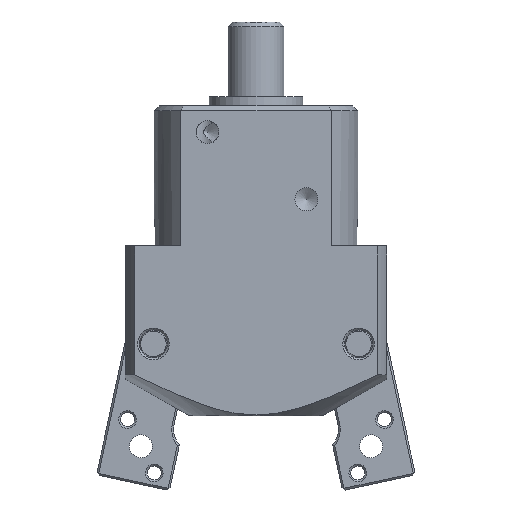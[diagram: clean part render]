
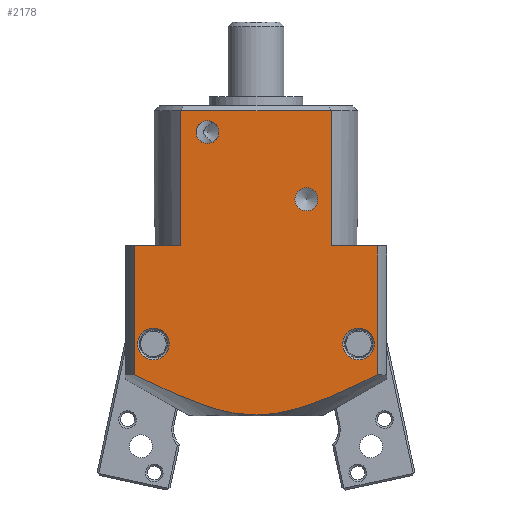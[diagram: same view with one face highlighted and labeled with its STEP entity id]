
A CAD part, front view. The second image highlights one B-rep face of the part: STEP entity #2178.
In plain terms, the highlighted planar face has unit normal (0, -1, 0).
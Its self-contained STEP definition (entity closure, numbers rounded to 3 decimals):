
#155=FACE_BOUND('',#492,.T.);
#156=FACE_BOUND('',#493,.T.);
#157=FACE_BOUND('',#494,.T.);
#158=FACE_BOUND('',#495,.T.);
#206=CIRCLE('',#2393,1.23);
#208=CIRCLE('',#2396,1.23);
#221=CIRCLE('',#2423,1.7);
#222=CIRCLE('',#2425,1.7);
#336=FACE_OUTER_BOUND('',#491,.T.);
#491=EDGE_LOOP('',(#1624,#1625,#1626,#1627,#1628,#1629,#1630,#1631));
#492=EDGE_LOOP('',(#1632));
#493=EDGE_LOOP('',(#1633));
#494=EDGE_LOOP('',(#1634));
#495=EDGE_LOOP('',(#1635));
#649=(
BOUNDED_CURVE()
B_SPLINE_CURVE(2,(#3405,#3406,#3407),.UNSPECIFIED.,.F.,.F.)
B_SPLINE_CURVE_WITH_KNOTS((3,3),(0.202,3.407),
 .UNSPECIFIED.)
CURVE()
GEOMETRIC_REPRESENTATION_ITEM()
RATIONAL_B_SPLINE_CURVE((1.155,2.31,1.155))
REPRESENTATION_ITEM('')
);
#724=LINE('',#3626,#878);
#725=LINE('',#3628,#879);
#726=LINE('',#3630,#880);
#727=LINE('',#3632,#881);
#728=LINE('',#3634,#882);
#729=LINE('',#3636,#883);
#730=LINE('',#3637,#884);
#878=VECTOR('',#2801,10.);
#879=VECTOR('',#2802,10.);
#880=VECTOR('',#2803,10.);
#881=VECTOR('',#2804,10.);
#882=VECTOR('',#2805,10.);
#883=VECTOR('',#2806,10.);
#884=VECTOR('',#2807,10.);
#1010=VERTEX_POINT('',#3402);
#1011=VERTEX_POINT('',#3404);
#1022=VERTEX_POINT('',#3445);
#1025=VERTEX_POINT('',#3502);
#1058=VERTEX_POINT('',#3622);
#1059=VERTEX_POINT('',#3625);
#1060=VERTEX_POINT('',#3627);
#1061=VERTEX_POINT('',#3629);
#1062=VERTEX_POINT('',#3631);
#1063=VERTEX_POINT('',#3633);
#1064=VERTEX_POINT('',#3635);
#1065=VERTEX_POINT('',#3638);
#1227=EDGE_CURVE('',#1011,#1010,#649,.T.);
#1244=EDGE_CURVE('',#1022,#1022,#206,.T.);
#1247=EDGE_CURVE('',#1025,#1025,#208,.T.);
#1285=EDGE_CURVE('',#1058,#1058,#221,.T.);
#1286=EDGE_CURVE('',#1010,#1059,#724,.T.);
#1287=EDGE_CURVE('',#1060,#1059,#725,.T.);
#1288=EDGE_CURVE('',#1060,#1061,#726,.T.);
#1289=EDGE_CURVE('',#1062,#1061,#727,.T.);
#1290=EDGE_CURVE('',#1063,#1062,#728,.T.);
#1291=EDGE_CURVE('',#1064,#1063,#729,.T.);
#1292=EDGE_CURVE('',#1011,#1064,#730,.T.);
#1293=EDGE_CURVE('',#1065,#1065,#222,.T.);
#1624=ORIENTED_EDGE('',*,*,#1227,.T.);
#1625=ORIENTED_EDGE('',*,*,#1286,.T.);
#1626=ORIENTED_EDGE('',*,*,#1287,.F.);
#1627=ORIENTED_EDGE('',*,*,#1288,.T.);
#1628=ORIENTED_EDGE('',*,*,#1289,.F.);
#1629=ORIENTED_EDGE('',*,*,#1290,.F.);
#1630=ORIENTED_EDGE('',*,*,#1291,.F.);
#1631=ORIENTED_EDGE('',*,*,#1292,.F.);
#1632=ORIENTED_EDGE('',*,*,#1244,.T.);
#1633=ORIENTED_EDGE('',*,*,#1247,.T.);
#1634=ORIENTED_EDGE('',*,*,#1293,.F.);
#1635=ORIENTED_EDGE('',*,*,#1285,.F.);
#2104=PLANE('',#2424);
#2178=ADVANCED_FACE('',(#336,#155,#156,#157,#158),#2104,.T.);
#2393=AXIS2_PLACEMENT_3D('',#3446,#2714,#2715);
#2396=AXIS2_PLACEMENT_3D('',#3503,#2720,#2721);
#2423=AXIS2_PLACEMENT_3D('',#3623,#2797,#2798);
#2424=AXIS2_PLACEMENT_3D('',#3624,#2799,#2800);
#2425=AXIS2_PLACEMENT_3D('',#3639,#2808,#2809);
#2714=DIRECTION('center_axis',(0.,1.,0.));
#2715=DIRECTION('ref_axis',(1.,0.,0.));
#2720=DIRECTION('center_axis',(0.,1.,0.));
#2721=DIRECTION('ref_axis',(1.,0.,0.));
#2797=DIRECTION('center_axis',(0.,-1.,0.));
#2798=DIRECTION('ref_axis',(-1.,0.,0.));
#2799=DIRECTION('center_axis',(0.,-1.,0.));
#2800=DIRECTION('ref_axis',(1.,0.,0.));
#2801=DIRECTION('',(0.,0.,1.));
#2802=DIRECTION('',(1.,0.,0.));
#2803=DIRECTION('',(0.,0.,1.));
#2804=DIRECTION('',(1.,0.,0.));
#2805=DIRECTION('',(0.,0.,1.));
#2806=DIRECTION('',(1.,0.,0.));
#2807=DIRECTION('',(0.,0.,1.));
#2808=DIRECTION('center_axis',(0.,-1.,0.));
#2809=DIRECTION('ref_axis',(-1.,0.,0.));
#3402=CARTESIAN_POINT('',(12.99,-7.5,4.407));
#3404=CARTESIAN_POINT('',(-12.99,-7.5,4.407));
#3405=CARTESIAN_POINT('Ctrl Pts',(-12.99,-7.5,4.407));
#3406=CARTESIAN_POINT('Ctrl Pts',(0.,-7.5,-2.088));
#3407=CARTESIAN_POINT('Ctrl Pts',(12.99,-7.5,4.407));
#3445=CARTESIAN_POINT('',(6.63,-7.5,23.2));
#3446=CARTESIAN_POINT('Origin',(5.4,-7.5,23.2));
#3502=CARTESIAN_POINT('',(-3.971,-7.5,30.4));
#3503=CARTESIAN_POINT('Origin',(-5.2,-7.5,30.4));
#3622=CARTESIAN_POINT('',(-9.3,-7.5,7.7));
#3623=CARTESIAN_POINT('Origin',(-11.,-7.5,7.7));
#3624=CARTESIAN_POINT('Origin',(-12.99,-7.5,0.));
#3625=CARTESIAN_POINT('',(12.99,-7.5,18.2));
#3626=CARTESIAN_POINT('',(12.99,-7.5,0.));
#3627=CARTESIAN_POINT('',(8.047,-7.5,18.2));
#3628=CARTESIAN_POINT('',(-12.99,-7.5,18.2));
#3629=CARTESIAN_POINT('',(8.047,-7.5,32.7));
#3630=CARTESIAN_POINT('',(8.047,-7.5,18.2));
#3631=CARTESIAN_POINT('',(-8.047,-7.5,32.7));
#3632=CARTESIAN_POINT('',(-6.495,-7.5,32.7));
#3633=CARTESIAN_POINT('',(-8.047,-7.5,18.2));
#3634=CARTESIAN_POINT('',(-8.047,-7.5,18.2));
#3635=CARTESIAN_POINT('',(-12.99,-7.5,18.2));
#3636=CARTESIAN_POINT('',(-12.99,-7.5,18.2));
#3637=CARTESIAN_POINT('',(-12.99,-7.5,0.));
#3638=CARTESIAN_POINT('',(12.7,-7.5,7.7));
#3639=CARTESIAN_POINT('Origin',(11.,-7.5,7.7));
